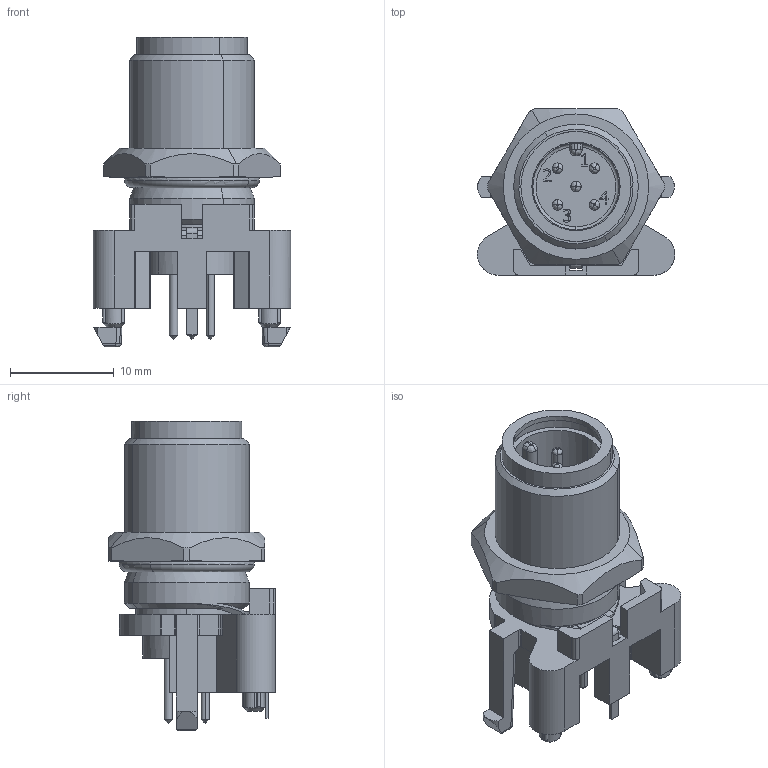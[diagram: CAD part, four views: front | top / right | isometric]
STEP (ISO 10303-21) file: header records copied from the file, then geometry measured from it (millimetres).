
FILE_DESCRIPTION(('CATIA V5R24 STEP','CAx-IF Rec.Pracs.--- Model Styling and Organization---1.2---2011-12-15'),'2;1');
FILE_NAME ('D1461824_0_2422670000_2422670000.stp','2017-05-15T07:59:41+00:00',('none'),('Weidmueller'),'CATIA Version 5-6 Release 2014 SP4 HF52','CATIA V5 STEP AP214','none');
FILE_SCHEMA(('AUTOMOTIVE_DESIGN { 1 0 10303 214 1 1 1 1 }'));
Length unit declared in the file: millimetre
Products named in the file (1): v5-standard_part
Bounding box: 18.99 x 16 x 29.8 mm (x, y, z)
Volume: 2559.2 mm3; surface area: 3813.2 mm2
Topology: 1 solids, 1 shells, 438 faces, 1269 edges, 835 vertices
Faces by surface type: plane 163, cylinder 150, bspline 69, cone 40, torus 16
Entity records: 16230 total; most frequent: CARTESIAN_POINT 5330, ORIENTED_EDGE 2518, DIRECTION 1571, EDGE_CURVE 1259, VERTEX_POINT 835, AXIS2_PLACEMENT_3D 615, VECTOR 586, LINE 586
